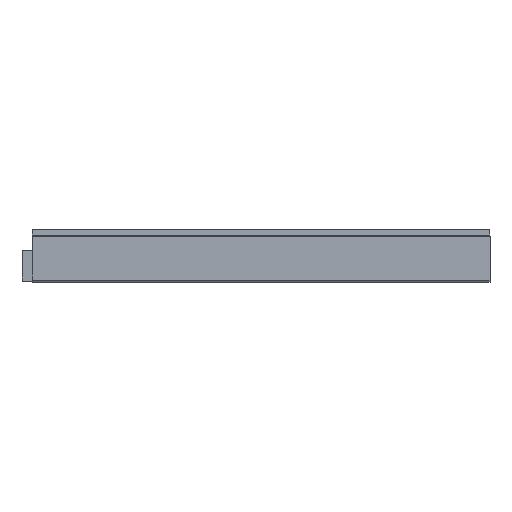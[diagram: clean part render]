
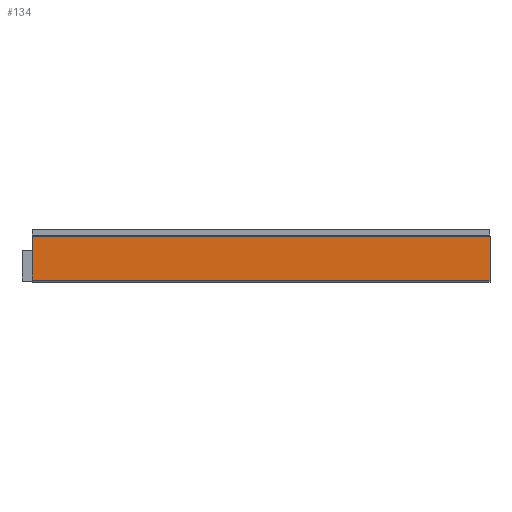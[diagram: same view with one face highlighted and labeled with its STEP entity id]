
A CAD part, top view. The second image highlights one B-rep face of the part: STEP entity #134.
In plain terms, the highlighted planar face has unit normal (0, 0, 1).
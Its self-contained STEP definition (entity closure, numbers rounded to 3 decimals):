
#16 = LINE ( 'NONE', #1233, #1062 ) ;
#134 = ADVANCED_FACE ( 'NONE', ( #967 ), #155, .F. ) ;
#155 = PLANE ( 'NONE',  #1010 ) ;
#204 = ORIENTED_EDGE ( 'NONE', *, *, #2214, .T. ) ;
#208 = EDGE_CURVE ( 'NONE', #592, #804, #2321, .T. ) ;
#240 = ORIENTED_EDGE ( 'NONE', *, *, #208, .T. ) ;
#337 = LINE ( 'NONE', #1102, #1927 ) ;
#372 = DIRECTION ( 'NONE',  ( 0., -1., 0. ) ) ;
#592 = VERTEX_POINT ( 'NONE', #1618 ) ;
#675 = VECTOR ( 'NONE', #1593, 1000. ) ;
#718 = DIRECTION ( 'NONE',  ( 0., 0., -1. ) ) ;
#786 = DIRECTION ( 'NONE',  ( 0., 1., 0. ) ) ;
#801 = EDGE_CURVE ( 'NONE', #1286, #1733, #337, .T. ) ;
#804 = VERTEX_POINT ( 'NONE', #920 ) ;
#920 = CARTESIAN_POINT ( 'NONE',  ( -2., 0.7, 0. ) ) ;
#967 = FACE_OUTER_BOUND ( 'NONE', #2290, .T. ) ;
#1010 = AXIS2_PLACEMENT_3D ( 'NONE', #1449, #718, #1647 ) ;
#1062 = VECTOR ( 'NONE', #1828, 1000. ) ;
#1082 = ORIENTED_EDGE ( 'NONE', *, *, #801, .T. ) ;
#1102 = CARTESIAN_POINT ( 'NONE',  ( 131.6, 0., 0. ) ) ;
#1145 = VECTOR ( 'NONE', #372, 1000. ) ;
#1157 = EDGE_CURVE ( 'NONE', #804, #1286, #16, .T. ) ;
#1180 = LINE ( 'NONE', #1389, #675 ) ;
#1233 = CARTESIAN_POINT ( 'NONE',  ( -2., 0.7, 0. ) ) ;
#1273 = CARTESIAN_POINT ( 'NONE',  ( 131.6, 0.7, 0. ) ) ;
#1286 = VERTEX_POINT ( 'NONE', #1273 ) ;
#1336 = ORIENTED_EDGE ( 'NONE', *, *, #1157, .T. ) ;
#1389 = CARTESIAN_POINT ( 'NONE',  ( -2., 13.4, 0. ) ) ;
#1429 = CARTESIAN_POINT ( 'NONE',  ( 131.6, 13.4, 0. ) ) ;
#1449 = CARTESIAN_POINT ( 'NONE',  ( 0., 0., 0. ) ) ;
#1593 = DIRECTION ( 'NONE',  ( -1., 0., 0. ) ) ;
#1618 = CARTESIAN_POINT ( 'NONE',  ( -2., 13.4, 0. ) ) ;
#1647 = DIRECTION ( 'NONE',  ( -1., 0., 0. ) ) ;
#1733 = VERTEX_POINT ( 'NONE', #1429 ) ;
#1828 = DIRECTION ( 'NONE',  ( 1., 0., 0. ) ) ;
#1893 = CARTESIAN_POINT ( 'NONE',  ( -2., 0., 0. ) ) ;
#1927 = VECTOR ( 'NONE', #786, 1000. ) ;
#2214 = EDGE_CURVE ( 'NONE', #1733, #592, #1180, .T. ) ;
#2290 = EDGE_LOOP ( 'NONE', ( #1336, #1082, #204, #240 ) ) ;
#2321 = LINE ( 'NONE', #1893, #1145 ) ;
